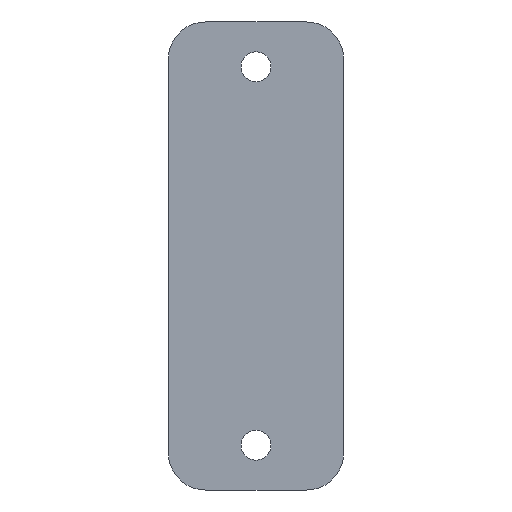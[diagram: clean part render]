
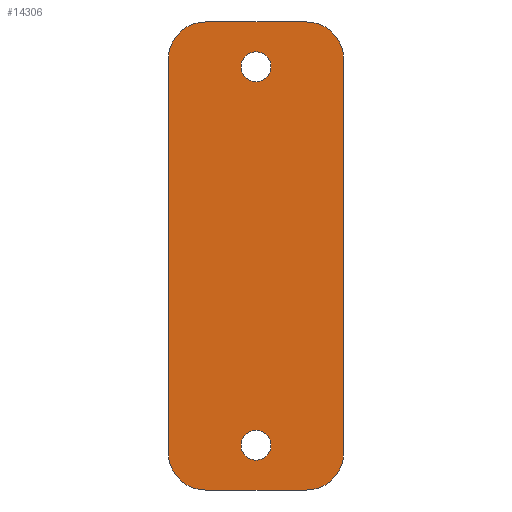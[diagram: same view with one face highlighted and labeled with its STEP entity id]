
A CAD part, left-side view. The second image highlights one B-rep face of the part: STEP entity #14306.
In plain terms, the highlighted planar face has unit normal (-1, 0, 0).
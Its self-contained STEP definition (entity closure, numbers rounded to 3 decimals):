
#96=FACE_BOUND('',#2144,.T.);
#97=FACE_BOUND('',#2145,.T.);
#290=CIRCLE('',#15249,5.);
#312=CIRCLE('',#15286,5.);
#313=CIRCLE('',#15289,5.);
#316=CIRCLE('',#15296,5.);
#318=CIRCLE('',#15300,2.);
#320=CIRCLE('',#15304,2.);
#750=PLANE('',#15322);
#1291=FACE_OUTER_BOUND('',#2143,.T.);
#2143=EDGE_LOOP('',(#10534,#10535,#10536,#10537,#10538,#10539,#10540,#10541));
#2144=EDGE_LOOP('',(#10542));
#2145=EDGE_LOOP('',(#10543));
#3040=LINE('',#21261,#4421);
#3051=LINE('',#21286,#4432);
#3065=LINE('',#21355,#4446);
#3069=LINE('',#21367,#4450);
#4421=VECTOR('',#16671,10.);
#4432=VECTOR('',#16690,10.);
#4446=VECTOR('',#16776,10.);
#4450=VECTOR('',#16790,10.);
#6278=VERTEX_POINT('',#21258);
#6279=VERTEX_POINT('',#21260);
#6280=VERTEX_POINT('',#21264);
#6289=VERTEX_POINT('',#21284);
#6307=VERTEX_POINT('',#21349);
#6308=VERTEX_POINT('',#21353);
#6309=VERTEX_POINT('',#21357);
#6311=VERTEX_POINT('',#21365);
#6318=VERTEX_POINT('',#21387);
#6320=VERTEX_POINT('',#21395);
#7832=EDGE_CURVE('',#6278,#6279,#3040,.T.);
#7835=EDGE_CURVE('',#6280,#6278,#290,.T.);
#7845=EDGE_CURVE('',#6289,#6280,#3051,.T.);
#7878=EDGE_CURVE('',#6307,#6289,#312,.T.);
#7880=EDGE_CURVE('',#6308,#6307,#3065,.T.);
#7882=EDGE_CURVE('',#6309,#6308,#313,.T.);
#7886=EDGE_CURVE('',#6309,#6311,#3069,.T.);
#7893=EDGE_CURVE('',#6279,#6311,#316,.T.);
#7897=EDGE_CURVE('',#6318,#6318,#318,.T.);
#7901=EDGE_CURVE('',#6320,#6320,#320,.T.);
#10534=ORIENTED_EDGE('',*,*,#7878,.F.);
#10535=ORIENTED_EDGE('',*,*,#7880,.F.);
#10536=ORIENTED_EDGE('',*,*,#7882,.F.);
#10537=ORIENTED_EDGE('',*,*,#7886,.T.);
#10538=ORIENTED_EDGE('',*,*,#7893,.F.);
#10539=ORIENTED_EDGE('',*,*,#7832,.F.);
#10540=ORIENTED_EDGE('',*,*,#7835,.F.);
#10541=ORIENTED_EDGE('',*,*,#7845,.F.);
#10542=ORIENTED_EDGE('',*,*,#7897,.T.);
#10543=ORIENTED_EDGE('',*,*,#7901,.T.);
#14306=ADVANCED_FACE('',(#1291,#96,#97),#750,.T.);
#15249=AXIS2_PLACEMENT_3D('',#21266,#16676,#16677);
#15286=AXIS2_PLACEMENT_3D('',#21351,#16771,#16772);
#15289=AXIS2_PLACEMENT_3D('',#21359,#16780,#16781);
#15296=AXIS2_PLACEMENT_3D('',#21381,#16802,#16803);
#15300=AXIS2_PLACEMENT_3D('',#21389,#16812,#16813);
#15304=AXIS2_PLACEMENT_3D('',#21397,#16822,#16823);
#15322=AXIS2_PLACEMENT_3D('',#21425,#16863,#16864);
#16671=DIRECTION('',(0.,-1.,0.));
#16676=DIRECTION('center_axis',(1.,0.,0.));
#16677=DIRECTION('ref_axis',(0.,0.707,0.707));
#16690=DIRECTION('',(0.,0.,1.));
#16771=DIRECTION('center_axis',(1.,0.,0.));
#16772=DIRECTION('ref_axis',(0.,0.707,-0.707));
#16776=DIRECTION('',(0.,1.,0.));
#16780=DIRECTION('center_axis',(1.,0.,0.));
#16781=DIRECTION('ref_axis',(0.,-0.707,-0.707));
#16790=DIRECTION('',(0.,0.,1.));
#16802=DIRECTION('center_axis',(1.,0.,0.));
#16803=DIRECTION('ref_axis',(0.,-0.707,0.707));
#16812=DIRECTION('center_axis',(1.,0.,0.));
#16813=DIRECTION('ref_axis',(0.,1.,0.));
#16822=DIRECTION('center_axis',(1.,0.,0.));
#16823=DIRECTION('ref_axis',(0.,1.,0.));
#16863=DIRECTION('center_axis',(-1.,0.,0.));
#16864=DIRECTION('ref_axis',(0.,-1.,0.));
#21258=CARTESIAN_POINT('',(-75.,5.856,33.26));
#21260=CARTESIAN_POINT('',(-75.,-7.65,33.26));
#21261=CARTESIAN_POINT('',(-75.,10.856,33.26));
#21264=CARTESIAN_POINT('',(-75.,10.856,28.26));
#21266=CARTESIAN_POINT('Origin',(-75.,5.856,28.26));
#21284=CARTESIAN_POINT('',(-75.,10.856,-24.46));
#21286=CARTESIAN_POINT('',(-75.,10.856,8.26));
#21349=CARTESIAN_POINT('',(-75.,5.856,-29.46));
#21351=CARTESIAN_POINT('Origin',(-75.,5.856,-24.46));
#21353=CARTESIAN_POINT('',(-75.,-7.65,-29.46));
#21355=CARTESIAN_POINT('',(-75.,-12.65,-29.46));
#21357=CARTESIAN_POINT('',(-75.,-12.65,-24.46));
#21359=CARTESIAN_POINT('Origin',(-75.,-7.65,-24.46));
#21365=CARTESIAN_POINT('',(-75.,-12.65,28.26));
#21367=CARTESIAN_POINT('',(-75.,-12.65,8.26));
#21381=CARTESIAN_POINT('Origin',(-75.,-7.65,28.26));
#21387=CARTESIAN_POINT('',(-75.,-2.897,-23.46));
#21389=CARTESIAN_POINT('Origin',(-75.,-0.897,-23.46));
#21395=CARTESIAN_POINT('',(-75.,-2.897,27.26));
#21397=CARTESIAN_POINT('Origin',(-75.,-0.897,27.26));
#21425=CARTESIAN_POINT('Origin',(-75.,10.856,8.26));
